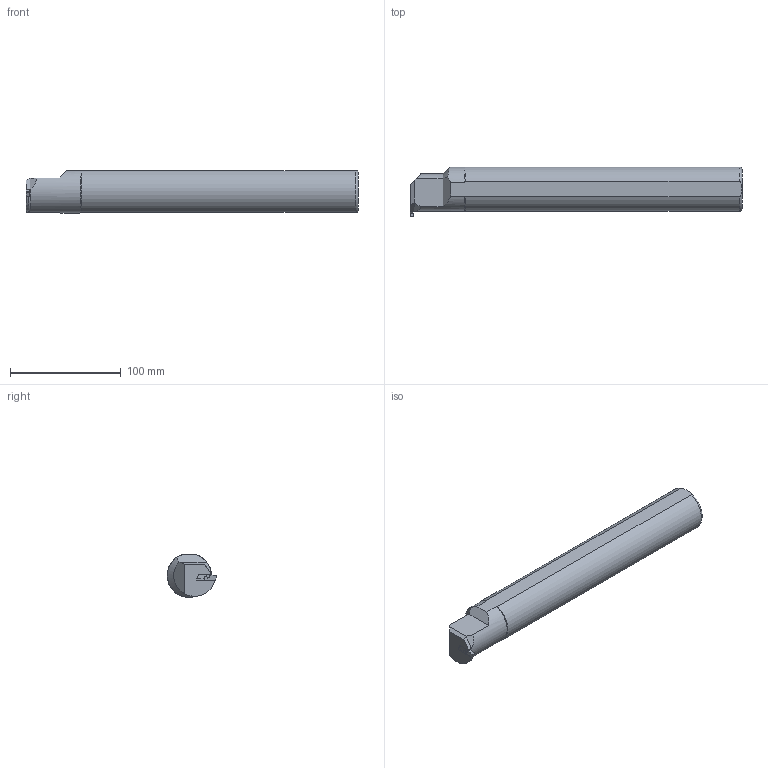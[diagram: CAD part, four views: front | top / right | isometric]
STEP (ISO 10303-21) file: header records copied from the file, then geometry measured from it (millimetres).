
FILE_DESCRIPTION(/* description */ (''),/* implementation_level */ '2;1');
FILE_NAME(/* name */ 'model1.stp',/* time_stamp */ '2023-10-11T23:44:53+03:00',/* author */ (''),/* organization */ (''),/* preprocessor_version */ 'ST-DEVELOPER v19.4',/* originating_system */ 'SIEMENS PLM Software NX2306.3001',/* authorisation */ '');
FILE_SCHEMA (('AUTOMOTIVE_DESIGN { 1 0 10303 214 3 1 1 1 }'));
Length unit declared in the file: millimetre
Products named in the file (1): model1_objects
Bounding box: 300 x 45 x 38.5 mm (x, y, z)
Volume: 356227.8 mm3; surface area: 39265.6 mm2
Topology: 2 solids, 2 shells, 59 faces, 161 edges, 106 vertices
Faces by surface type: plane 36, cylinder 17, torus 3, cone 3
Entity records: 2399 total; most frequent: CARTESIAN_POINT 442, ORIENTED_EDGE 318, DIRECTION 312, EDGE_CURVE 159, VERTEX_POINT 105, AXIS2_PLACEMENT_3D 105, LINE 102, VECTOR 102
